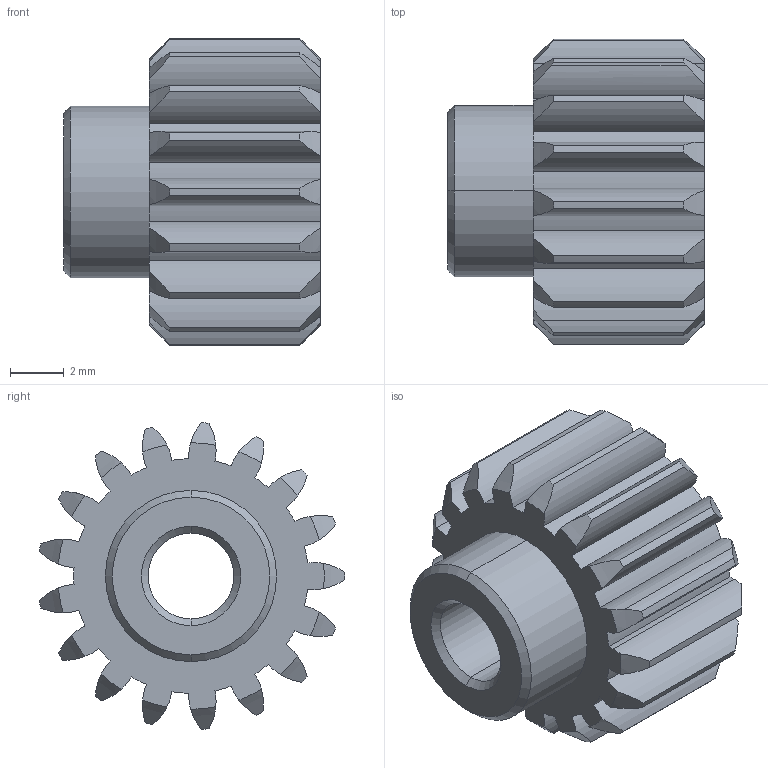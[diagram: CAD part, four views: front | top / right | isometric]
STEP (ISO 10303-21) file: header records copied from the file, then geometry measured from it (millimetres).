
FILE_DESCRIPTION (( 'STEP AP214' ), '1' );
FILE_NAME ('am-2068b 17T 0.6MOD 0.125 Bore.STEP', '2024-07-25T17:02:36', ( '' ), ( '' ), 'SwSTEP 2.0', 'SolidWorks 2024', '' );
FILE_SCHEMA (( 'AUTOMOTIVE_DESIGN' ));
Length unit declared in the file: inch
Products named in the file (1): am-2068b 17T 0.6MOD 0.125 Bore
Bounding box: 9.53 x 11.33 x 11.37 mm (x, y, z)
Volume: 514.3 mm3; surface area: 681.2 mm2
Topology: 1 solids, 1 shells, 119 faces, 342 edges, 226 vertices
Faces by surface type: cylinder 76, cone 40, plane 3
Entity records: 4099 total; most frequent: CARTESIAN_POINT 904, DIRECTION 698, ORIENTED_EDGE 684, EDGE_CURVE 342, AXIS2_PLACEMENT_3D 308, VERTEX_POINT 226, CIRCLE 188, EDGE_LOOP 122
